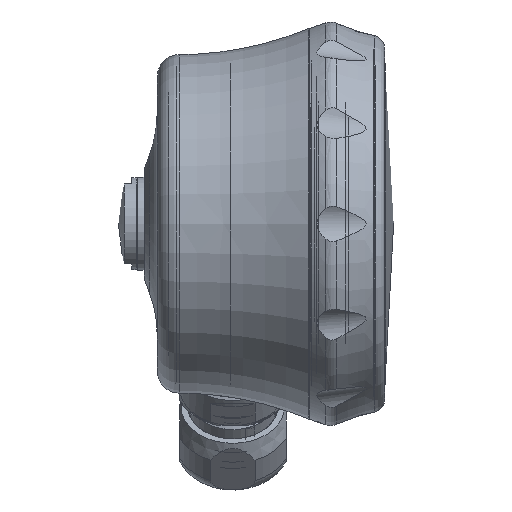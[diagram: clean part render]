
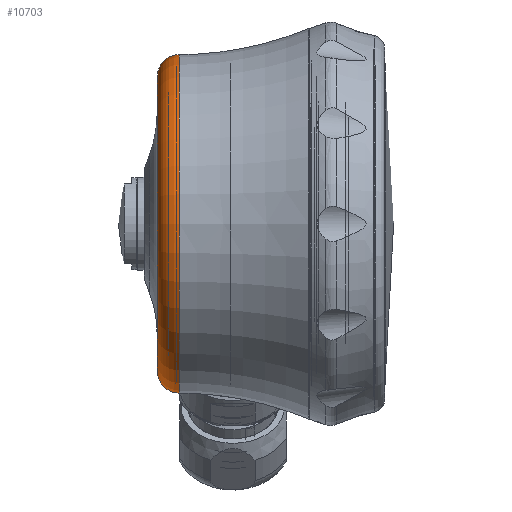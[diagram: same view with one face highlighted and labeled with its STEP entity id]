
A CAD part, front view. The second image highlights one B-rep face of the part: STEP entity #10703.
In plain terms, the highlighted toroidal (fillet/blend) face has major radius 33.267 mm and minor radius 4.9 mm.
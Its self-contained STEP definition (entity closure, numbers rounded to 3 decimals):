
#67=TOROIDAL_SURFACE('',#11304,33.266,4.9);
#1539=ORIENTED_EDGE('',*,*,#3311,.T.);
#1540=ORIENTED_EDGE('',*,*,#3312,.F.);
#3311=EDGE_CURVE('',#4224,#4224,#4885,.T.);
#3312=EDGE_CURVE('',#4225,#4225,#4886,.T.);
#4224=VERTEX_POINT('',#16538);
#4225=VERTEX_POINT('',#16541);
#4885=CIRCLE('',#11303,33.266);
#4886=CIRCLE('',#11305,38.166);
#5423=EDGE_LOOP('',(#1539));
#5424=EDGE_LOOP('',(#1540));
#6180=FACE_BOUND('',#5423,.T.);
#6181=FACE_BOUND('',#5424,.T.);
#10703=ADVANCED_FACE('',(#6180,#6181),#67,.T.);
#11303=AXIS2_PLACEMENT_3D('',#16537,#12570,#12571);
#11304=AXIS2_PLACEMENT_3D('',#16539,#12572,#12573);
#11305=AXIS2_PLACEMENT_3D('',#16540,#12574,#12575);
#12570=DIRECTION('',(1.,0.,0.));
#12571=DIRECTION('',(0.,1.,0.));
#12572=DIRECTION('',(1.,0.,0.));
#12573=DIRECTION('',(0.,-1.,0.006));
#12574=DIRECTION('',(1.,0.,0.));
#12575=DIRECTION('',(0.,-1.,0.));
#16537=CARTESIAN_POINT('',(-19.,-87.4,0.));
#16538=CARTESIAN_POINT('',(-19.,-54.134,0.));
#16539=CARTESIAN_POINT('',(-14.1,-87.4,0.));
#16540=CARTESIAN_POINT('',(-14.1,-87.4,0.));
#16541=CARTESIAN_POINT('',(-14.1,-125.566,0.));
